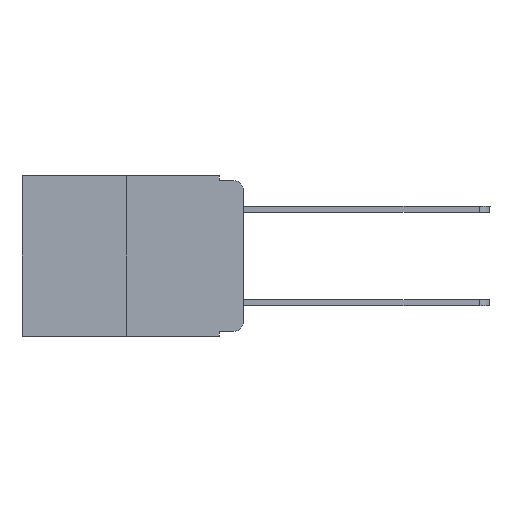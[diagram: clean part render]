
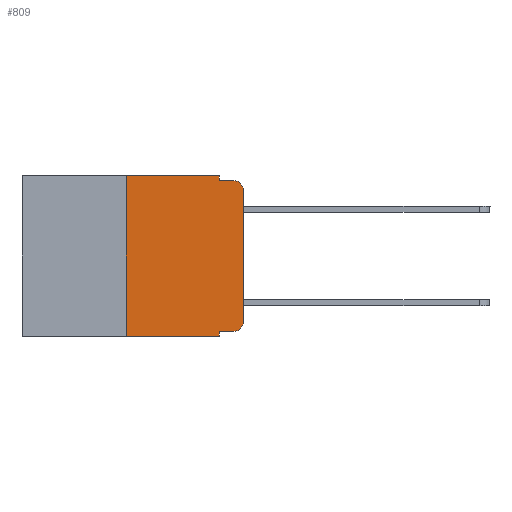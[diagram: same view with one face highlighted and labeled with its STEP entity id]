
A CAD part, left-side view. The second image highlights one B-rep face of the part: STEP entity #809.
In plain terms, the highlighted planar face has unit normal (-1, 0, 0).
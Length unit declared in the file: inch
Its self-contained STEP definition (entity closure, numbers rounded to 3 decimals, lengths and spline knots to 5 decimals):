
#113 = AXIS2_PLACEMENT_3D ( 'NONE', #12183, #18391, #18790 ) ;
#614 = CARTESIAN_POINT ( 'NONE',  ( 0., 0.473, 0. ) ) ;
#809 = ADVANCED_FACE ( 'NONE', ( #8711 ), #6463, .F. ) ;
#1238 = CARTESIAN_POINT ( 'NONE',  ( 0., 0.051, -0.333 ) ) ;
#1609 = VECTOR ( 'NONE', #22868, 39.37008 ) ;
#1682 = VERTEX_POINT ( 'NONE', #6892 ) ;
#1818 = CIRCLE ( 'NONE', #113, 0.02 ) ;
#1857 = CARTESIAN_POINT ( 'NONE',  ( 0., 0.051, 0. ) ) ;
#1972 = CARTESIAN_POINT ( 'NONE',  ( 0., 0.02, -0.03 ) ) ;
#2463 = VECTOR ( 'NONE', #10927, 39.37008 ) ;
#3430 = EDGE_CURVE ( 'NONE', #6549, #26107, #3541, .T. ) ;
#3541 = LINE ( 'NONE', #17476, #20492 ) ;
#3564 = LINE ( 'NONE', #22146, #23886 ) ;
#4384 = CARTESIAN_POINT ( 'NONE',  ( 0., 0.25, -0.343 ) ) ;
#5878 = LINE ( 'NONE', #1238, #20682 ) ;
#6463 = PLANE ( 'NONE',  #25414 ) ;
#6549 = VERTEX_POINT ( 'NONE', #17975 ) ;
#6892 = CARTESIAN_POINT ( 'NONE',  ( 0., 0., -0.03 ) ) ;
#6955 = EDGE_CURVE ( 'NONE', #21184, #7055, #5878, .T. ) ;
#7055 = VERTEX_POINT ( 'NONE', #21529 ) ;
#8582 = EDGE_CURVE ( 'NONE', #1682, #16008, #15160, .T. ) ;
#8711 = FACE_OUTER_BOUND ( 'NONE', #20285, .T. ) ;
#8769 = CARTESIAN_POINT ( 'NONE',  ( 0., 0.02, -0.01 ) ) ;
#9062 = CARTESIAN_POINT ( 'NONE',  ( 0., 0.051, -0.01 ) ) ;
#9072 = VERTEX_POINT ( 'NONE', #10309 ) ;
#9191 = LINE ( 'NONE', #9062, #2463 ) ;
#9684 = DIRECTION ( 'NONE',  ( 0., 0., -1. ) ) ;
#9900 = ORIENTED_EDGE ( 'NONE', *, *, #10332, .F. ) ;
#10206 = DIRECTION ( 'NONE',  ( -1., 0., 0. ) ) ;
#10309 = CARTESIAN_POINT ( 'NONE',  ( 0., 0.051, -0.343 ) ) ;
#10332 = EDGE_CURVE ( 'NONE', #17561, #6549, #13764, .T. ) ;
#10534 = CARTESIAN_POINT ( 'NONE',  ( 0., 0.473, -0.343 ) ) ;
#10927 = DIRECTION ( 'NONE',  ( 0., -1., 0. ) ) ;
#11383 = EDGE_CURVE ( 'NONE', #26107, #19129, #20439, .T. ) ;
#12183 = CARTESIAN_POINT ( 'NONE',  ( 0., 0.02, -0.313 ) ) ;
#12420 = VECTOR ( 'NONE', #21175, 39.37008 ) ;
#12600 = DIRECTION ( 'NONE',  ( 0., 0., -1. ) ) ;
#13013 = ORIENTED_EDGE ( 'NONE', *, *, #6955, .T. ) ;
#13229 = CARTESIAN_POINT ( 'NONE',  ( 0., 0., -0.313 ) ) ;
#13459 = ORIENTED_EDGE ( 'NONE', *, *, #16969, .T. ) ;
#13637 = DIRECTION ( 'NONE',  ( 0., 0., 1. ) ) ;
#13725 = ORIENTED_EDGE ( 'NONE', *, *, #8582, .T. ) ;
#13764 = LINE ( 'NONE', #17741, #21177 ) ;
#14268 = EDGE_CURVE ( 'NONE', #21184, #9072, #3564, .T. ) ;
#14436 = ORIENTED_EDGE ( 'NONE', *, *, #23398, .T. ) ;
#15074 = LINE ( 'NONE', #17070, #12420 ) ;
#15160 = CIRCLE ( 'NONE', #21097, 0.02 ) ;
#15163 = ORIENTED_EDGE ( 'NONE', *, *, #11383, .F. ) ;
#16008 = VERTEX_POINT ( 'NONE', #8769 ) ;
#16424 = ORIENTED_EDGE ( 'NONE', *, *, #16784, .T. ) ;
#16784 = EDGE_CURVE ( 'NONE', #7055, #22804, #1818, .T. ) ;
#16969 = EDGE_CURVE ( 'NONE', #22804, #1682, #15074, .T. ) ;
#17070 = CARTESIAN_POINT ( 'NONE',  ( 0., 0., 0. ) ) ;
#17476 = CARTESIAN_POINT ( 'NONE',  ( 0., 0.473, 0. ) ) ;
#17561 = VERTEX_POINT ( 'NONE', #4384 ) ;
#17741 = CARTESIAN_POINT ( 'NONE',  ( 0., 0.25, 0. ) ) ;
#17975 = CARTESIAN_POINT ( 'NONE',  ( 0., 0.25, 0. ) ) ;
#18063 = DIRECTION ( 'NONE',  ( 0., 0., -1. ) ) ;
#18256 = DIRECTION ( 'NONE',  ( 1., 0., 0. ) ) ;
#18391 = DIRECTION ( 'NONE',  ( -1., 0., 0. ) ) ;
#18790 = DIRECTION ( 'NONE',  ( 0., 0., -1. ) ) ;
#19129 = VERTEX_POINT ( 'NONE', #21610 ) ;
#20042 = CARTESIAN_POINT ( 'NONE',  ( 0., 0.051, 0. ) ) ;
#20285 = EDGE_LOOP ( 'NONE', ( #13459, #13725, #24729, #15163, #21478, #9900, #14436, #22673, #13013, #16424 ) ) ;
#20439 = LINE ( 'NONE', #20042, #22915 ) ;
#20492 = VECTOR ( 'NONE', #26133, 39.37008 ) ;
#20682 = VECTOR ( 'NONE', #22067, 39.37008 ) ;
#21097 = AXIS2_PLACEMENT_3D ( 'NONE', #1972, #10206, #12600 ) ;
#21175 = DIRECTION ( 'NONE',  ( 0., 0., 1. ) ) ;
#21177 = VECTOR ( 'NONE', #13637, 39.37008 ) ;
#21184 = VERTEX_POINT ( 'NONE', #23212 ) ;
#21478 = ORIENTED_EDGE ( 'NONE', *, *, #3430, .F. ) ;
#21529 = CARTESIAN_POINT ( 'NONE',  ( 0., 0.02, -0.333 ) ) ;
#21610 = CARTESIAN_POINT ( 'NONE',  ( 0., 0.051, -0.01 ) ) ;
#22067 = DIRECTION ( 'NONE',  ( 0., -1., 0. ) ) ;
#22146 = CARTESIAN_POINT ( 'NONE',  ( 0., 0.051, 0. ) ) ;
#22673 = ORIENTED_EDGE ( 'NONE', *, *, #14268, .F. ) ;
#22804 = VERTEX_POINT ( 'NONE', #13229 ) ;
#22868 = DIRECTION ( 'NONE',  ( 0., -1., 0. ) ) ;
#22915 = VECTOR ( 'NONE', #18063, 39.37008 ) ;
#23212 = CARTESIAN_POINT ( 'NONE',  ( 0., 0.051, -0.333 ) ) ;
#23398 = EDGE_CURVE ( 'NONE', #17561, #9072, #24465, .T. ) ;
#23521 = EDGE_CURVE ( 'NONE', #19129, #16008, #9191, .T. ) ;
#23886 = VECTOR ( 'NONE', #9684, 39.37008 ) ;
#24465 = LINE ( 'NONE', #10534, #1609 ) ;
#24518 = DIRECTION ( 'NONE',  ( 0., 0., -1. ) ) ;
#24729 = ORIENTED_EDGE ( 'NONE', *, *, #23521, .F. ) ;
#25414 = AXIS2_PLACEMENT_3D ( 'NONE', #614, #18256, #24518 ) ;
#26107 = VERTEX_POINT ( 'NONE', #1857 ) ;
#26133 = DIRECTION ( 'NONE',  ( 0., -1., 0. ) ) ;
